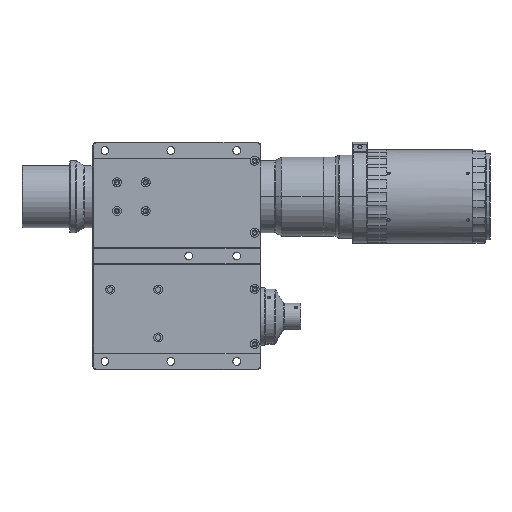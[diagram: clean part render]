
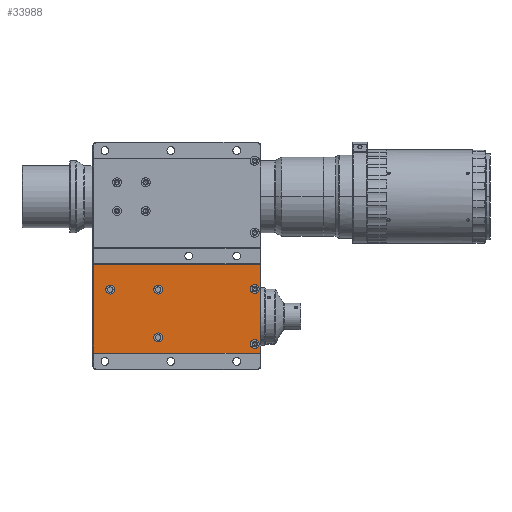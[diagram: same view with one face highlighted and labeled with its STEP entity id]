
A CAD part, front view. The second image highlights one B-rep face of the part: STEP entity #33988.
In plain terms, the highlighted planar face has unit normal (0, -1, 0).
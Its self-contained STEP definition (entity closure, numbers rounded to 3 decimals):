
#165 = CARTESIAN_POINT ( 'NONE',  ( 198.72, -41.5, -130.5 ) ) ;
#474 = ORIENTED_EDGE ( 'NONE', *, *, #3825, .T. ) ;
#572 = DIRECTION ( 'NONE',  ( 0., 0., -1. ) ) ;
#2047 = DIRECTION ( 'NONE',  ( 0., 0., -1. ) ) ;
#2328 = VERTEX_POINT ( 'NONE', #37831 ) ;
#2357 = CARTESIAN_POINT ( 'NONE',  ( 129.22, -41.5, -130.5 ) ) ;
#3215 = ORIENTED_EDGE ( 'NONE', *, *, #19039, .T. ) ;
#3825 = EDGE_CURVE ( 'NONE', #14491, #24000, #22592, .T. ) ;
#4042 = FACE_BOUND ( 'NONE', #18592, .T. ) ;
#4739 = CIRCLE ( 'NONE', #18905, 3.75 ) ;
#5055 = ORIENTED_EDGE ( 'NONE', *, *, #14377, .T. ) ;
#5183 = CARTESIAN_POINT ( 'NONE',  ( 73.72, -41.5, -73.75 ) ) ;
#5384 = CARTESIAN_POINT ( 'NONE',  ( 194.22, -41.5, -123. ) ) ;
#5630 = FACE_BOUND ( 'NONE', #31173, .T. ) ;
#5676 = DIRECTION ( 'NONE',  ( 1., 0., 0. ) ) ;
#6239 = ORIENTED_EDGE ( 'NONE', *, *, #37916, .T. ) ;
#6507 = DIRECTION ( 'NONE',  ( 0., 0., -1. ) ) ;
#6643 = CIRCLE ( 'NONE', #29309, 3.75 ) ;
#6846 = VERTEX_POINT ( 'NONE', #38520 ) ;
#6940 = EDGE_CURVE ( 'NONE', #37328, #30560, #8076, .T. ) ;
#7181 = EDGE_CURVE ( 'NONE', #30132, #18831, #20934, .T. ) ;
#7537 = CIRCLE ( 'NONE', #38716, 3.75 ) ;
#7686 = VECTOR ( 'NONE', #5676, 1000. ) ;
#7739 = ORIENTED_EDGE ( 'NONE', *, *, #6940, .T. ) ;
#8076 = CIRCLE ( 'NONE', #31786, 3.75 ) ;
#8167 = CARTESIAN_POINT ( 'NONE',  ( 198.72, -41.5, -56.5 ) ) ;
#8182 = DIRECTION ( 'NONE',  ( 0., 0., -1. ) ) ;
#8900 = DIRECTION ( 'NONE',  ( 0., 0., 1. ) ) ;
#10611 = VECTOR ( 'NONE', #8900, 1000. ) ;
#11062 = AXIS2_PLACEMENT_3D ( 'NONE', #14772, #14636, #41061 ) ;
#11196 = DIRECTION ( 'NONE',  ( 0., 1., 0. ) ) ;
#11446 = ORIENTED_EDGE ( 'NONE', *, *, #35371, .T. ) ;
#11475 = CARTESIAN_POINT ( 'NONE',  ( 198.72, -41.5, -49.5 ) ) ;
#11485 = VECTOR ( 'NONE', #12918, 1000. ) ;
#11675 = VERTEX_POINT ( 'NONE', #23582 ) ;
#12010 = DIRECTION ( 'NONE',  ( 0., 1., 0. ) ) ;
#12367 = AXIS2_PLACEMENT_3D ( 'NONE', #18789, #41294, #25014 ) ;
#12523 = CARTESIAN_POINT ( 'NONE',  ( 194.22, -41.5, -126.75 ) ) ;
#12740 = CIRCLE ( 'NONE', #32274, 3.75 ) ;
#12823 = LINE ( 'NONE', #11475, #31980 ) ;
#12827 = FACE_OUTER_BOUND ( 'NONE', #32250, .T. ) ;
#12918 = DIRECTION ( 'NONE',  ( -1., 0., 0. ) ) ;
#13270 = ORIENTED_EDGE ( 'NONE', *, *, #22433, .T. ) ;
#14030 = LINE ( 'NONE', #16337, #11485 ) ;
#14059 = DIRECTION ( 'NONE',  ( 0., 0., -1. ) ) ;
#14322 = CARTESIAN_POINT ( 'NONE',  ( 59.72, -41.5, -130.5 ) ) ;
#14377 = EDGE_CURVE ( 'NONE', #18069, #26828, #7537, .T. ) ;
#14491 = VERTEX_POINT ( 'NONE', #42595 ) ;
#14636 = DIRECTION ( 'NONE',  ( 0., 1., 0. ) ) ;
#14772 = CARTESIAN_POINT ( 'NONE',  ( 113.72, -41.5, -77.5 ) ) ;
#14823 = CARTESIAN_POINT ( 'NONE',  ( 113.72, -41.5, -117.5 ) ) ;
#15291 = CARTESIAN_POINT ( 'NONE',  ( 194.22, -41.5, -123. ) ) ;
#15467 = CARTESIAN_POINT ( 'NONE',  ( 59.72, -41.5, -49.5 ) ) ;
#16028 = ORIENTED_EDGE ( 'NONE', *, *, #32971, .T. ) ;
#16337 = CARTESIAN_POINT ( 'NONE',  ( 129.22, -41.5, -56.5 ) ) ;
#16907 = FACE_BOUND ( 'NONE', #34471, .T. ) ;
#18069 = VERTEX_POINT ( 'NONE', #12523 ) ;
#18143 = DIRECTION ( 'NONE',  ( 0., 1., 0. ) ) ;
#18438 = DIRECTION ( 'NONE',  ( 0., -1., 0. ) ) ;
#18592 = EDGE_LOOP ( 'NONE', ( #25733, #26410 ) ) ;
#18789 = CARTESIAN_POINT ( 'NONE',  ( 194.22, -41.5, -77. ) ) ;
#18831 = VERTEX_POINT ( 'NONE', #30284 ) ;
#18905 = AXIS2_PLACEMENT_3D ( 'NONE', #5384, #21813, #24835 ) ;
#19039 = EDGE_CURVE ( 'NONE', #37410, #2328, #34251, .T. ) ;
#19290 = VERTEX_POINT ( 'NONE', #165 ) ;
#20313 = CIRCLE ( 'NONE', #21118, 3.75 ) ;
#20340 = CARTESIAN_POINT ( 'NONE',  ( 194.22, -41.5, -119.25 ) ) ;
#20934 = LINE ( 'NONE', #15467, #10611 ) ;
#21118 = AXIS2_PLACEMENT_3D ( 'NONE', #21452, #34383, #8182 ) ;
#21452 = CARTESIAN_POINT ( 'NONE',  ( 73.72, -41.5, -77.5 ) ) ;
#21786 = EDGE_CURVE ( 'NONE', #11675, #6846, #30084, .T. ) ;
#21813 = DIRECTION ( 'NONE',  ( 0., 1., 0. ) ) ;
#22009 = DIRECTION ( 'NONE',  ( 0., 0., 1. ) ) ;
#22111 = DIRECTION ( 'NONE',  ( 0., 0., -1. ) ) ;
#22260 = CARTESIAN_POINT ( 'NONE',  ( 113.72, -41.5, -77.5 ) ) ;
#22433 = EDGE_CURVE ( 'NONE', #2328, #37410, #32639, .T. ) ;
#22566 = AXIS2_PLACEMENT_3D ( 'NONE', #22260, #12010, #2047 ) ;
#22592 = CIRCLE ( 'NONE', #12367, 3.75 ) ;
#22613 = EDGE_CURVE ( 'NONE', #30974, #18831, #14030, .T. ) ;
#23564 = CARTESIAN_POINT ( 'NONE',  ( 73.72, -41.5, -77.5 ) ) ;
#23582 = CARTESIAN_POINT ( 'NONE',  ( 113.72, -41.5, -121.25 ) ) ;
#23721 = CARTESIAN_POINT ( 'NONE',  ( 113.72, -41.5, -73.75 ) ) ;
#23851 = EDGE_LOOP ( 'NONE', ( #7739, #6239 ) ) ;
#24000 = VERTEX_POINT ( 'NONE', #26024 ) ;
#24835 = DIRECTION ( 'NONE',  ( 0., 0., -1. ) ) ;
#25014 = DIRECTION ( 'NONE',  ( 0., 0., -1. ) ) ;
#25733 = ORIENTED_EDGE ( 'NONE', *, *, #21786, .T. ) ;
#26024 = CARTESIAN_POINT ( 'NONE',  ( 194.22, -41.5, -80.75 ) ) ;
#26215 = AXIS2_PLACEMENT_3D ( 'NONE', #38191, #18438, #34991 ) ;
#26410 = ORIENTED_EDGE ( 'NONE', *, *, #42579, .T. ) ;
#26828 = VERTEX_POINT ( 'NONE', #20340 ) ;
#27719 = ORIENTED_EDGE ( 'NONE', *, *, #22613, .T. ) ;
#27745 = FACE_BOUND ( 'NONE', #41596, .T. ) ;
#28416 = ORIENTED_EDGE ( 'NONE', *, *, #29427, .T. ) ;
#29309 = AXIS2_PLACEMENT_3D ( 'NONE', #30921, #11196, #14059 ) ;
#29427 = EDGE_CURVE ( 'NONE', #26828, #18069, #4739, .T. ) ;
#30018 = CARTESIAN_POINT ( 'NONE',  ( 73.72, -41.5, -81.25 ) ) ;
#30084 = CIRCLE ( 'NONE', #35360, 3.75 ) ;
#30132 = VERTEX_POINT ( 'NONE', #14322 ) ;
#30284 = CARTESIAN_POINT ( 'NONE',  ( 59.72, -41.5, -56.5 ) ) ;
#30560 = VERTEX_POINT ( 'NONE', #5183 ) ;
#30921 = CARTESIAN_POINT ( 'NONE',  ( 194.22, -41.5, -77. ) ) ;
#30974 = VERTEX_POINT ( 'NONE', #8167 ) ;
#31173 = EDGE_LOOP ( 'NONE', ( #11446, #474 ) ) ;
#31276 = DIRECTION ( 'NONE',  ( 0., 0., -1. ) ) ;
#31651 = EDGE_CURVE ( 'NONE', #30132, #19290, #42792, .T. ) ;
#31786 = AXIS2_PLACEMENT_3D ( 'NONE', #23564, #39827, #572 ) ;
#31980 = VECTOR ( 'NONE', #22009, 1000. ) ;
#32250 = EDGE_LOOP ( 'NONE', ( #36099, #16028, #27719, #40103 ) ) ;
#32274 = AXIS2_PLACEMENT_3D ( 'NONE', #32687, #36144, #6507 ) ;
#32639 = CIRCLE ( 'NONE', #11062, 3.75 ) ;
#32687 = CARTESIAN_POINT ( 'NONE',  ( 113.72, -41.5, -117.5 ) ) ;
#32971 = EDGE_CURVE ( 'NONE', #19290, #30974, #12823, .T. ) ;
#33988 = ADVANCED_FACE ( 'NONE', ( #12827, #39684, #27745, #4042, #5630, #16907 ), #38056, .T. ) ;
#34251 = CIRCLE ( 'NONE', #22566, 3.75 ) ;
#34383 = DIRECTION ( 'NONE',  ( 0., 1., 0. ) ) ;
#34471 = EDGE_LOOP ( 'NONE', ( #5055, #28416 ) ) ;
#34991 = DIRECTION ( 'NONE',  ( 0., 0., -1. ) ) ;
#35360 = AXIS2_PLACEMENT_3D ( 'NONE', #14823, #18143, #31276 ) ;
#35371 = EDGE_CURVE ( 'NONE', #24000, #14491, #6643, .T. ) ;
#35622 = DIRECTION ( 'NONE',  ( 0., 1., 0. ) ) ;
#36099 = ORIENTED_EDGE ( 'NONE', *, *, #31651, .T. ) ;
#36144 = DIRECTION ( 'NONE',  ( 0., 1., 0. ) ) ;
#37328 = VERTEX_POINT ( 'NONE', #30018 ) ;
#37410 = VERTEX_POINT ( 'NONE', #23721 ) ;
#37831 = CARTESIAN_POINT ( 'NONE',  ( 113.72, -41.5, -81.25 ) ) ;
#37916 = EDGE_CURVE ( 'NONE', #30560, #37328, #20313, .T. ) ;
#38056 = PLANE ( 'NONE',  #26215 ) ;
#38191 = CARTESIAN_POINT ( 'NONE',  ( 129.22, -41.5, -49.5 ) ) ;
#38520 = CARTESIAN_POINT ( 'NONE',  ( 113.72, -41.5, -113.75 ) ) ;
#38716 = AXIS2_PLACEMENT_3D ( 'NONE', #15291, #35622, #22111 ) ;
#39684 = FACE_BOUND ( 'NONE', #23851, .T. ) ;
#39827 = DIRECTION ( 'NONE',  ( 0., 1., 0. ) ) ;
#40103 = ORIENTED_EDGE ( 'NONE', *, *, #7181, .F. ) ;
#41061 = DIRECTION ( 'NONE',  ( 0., 0., -1. ) ) ;
#41294 = DIRECTION ( 'NONE',  ( 0., 1., 0. ) ) ;
#41596 = EDGE_LOOP ( 'NONE', ( #13270, #3215 ) ) ;
#42579 = EDGE_CURVE ( 'NONE', #6846, #11675, #12740, .T. ) ;
#42595 = CARTESIAN_POINT ( 'NONE',  ( 194.22, -41.5, -73.25 ) ) ;
#42792 = LINE ( 'NONE', #2357, #7686 ) ;
